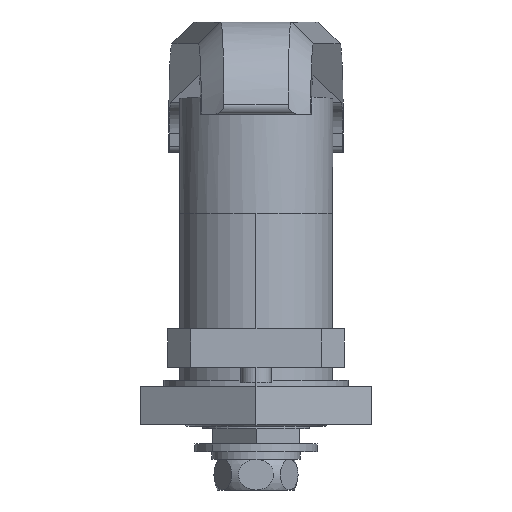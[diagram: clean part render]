
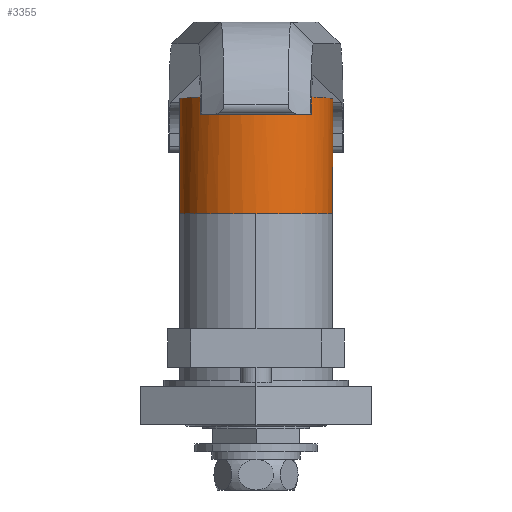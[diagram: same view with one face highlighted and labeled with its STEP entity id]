
A CAD part, front view. The second image highlights one B-rep face of the part: STEP entity #3355.
In plain terms, the highlighted cylindrical face has radius 10 mm (diameter 20 mm), a partial arc.
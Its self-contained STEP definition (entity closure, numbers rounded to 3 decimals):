
#213 = VECTOR ( 'NONE', #3818, 1000. ) ;
#214 = VECTOR ( 'NONE', #3828, 1000. ) ;
#572 = CARTESIAN_POINT ( 'NONE',  ( -10., 0., -10. ) ) ;
#573 = CARTESIAN_POINT ( 'NONE',  ( -10., -20., -9.318 ) ) ;
#574 = CARTESIAN_POINT ( 'NONE',  ( 10., -20., -9.318 ) ) ;
#575 = CARTESIAN_POINT ( 'NONE',  ( 10., 0., -10. ) ) ;
#1056 = EDGE_CURVE ( 'NONE', #5421, #5979, #2386, .T. ) ;
#1354 = CARTESIAN_POINT ( 'NONE',  ( 0., 0., 4.988 ) ) ;
#1355 = DIRECTION ( 'NONE',  ( 0., 0., 1. ) ) ;
#1356 = DIRECTION ( 'NONE',  ( 1., 0., 0. ) ) ;
#2386 =( BOUNDED_CURVE ( )  B_SPLINE_CURVE ( 3, ( #572, #573, #574, #575 ),
 .UNSPECIFIED., .F., .F. ) 
 B_SPLINE_CURVE_WITH_KNOTS ( ( 4, 4 ),
 ( 4.712, 7.854 ),
 .UNSPECIFIED. ) 
 CURVE ( )  GEOMETRIC_REPRESENTATION_ITEM ( )  RATIONAL_B_SPLINE_CURVE ( ( 1., 0.333, 0.333, 1. ) ) 
 REPRESENTATION_ITEM ( '' )  );
#2517 = CARTESIAN_POINT ( 'NONE',  ( 10., 0., -25. ) ) ;
#2518 = CARTESIAN_POINT ( 'NONE',  ( -10., 0., -25. ) ) ;
#2519 = CARTESIAN_POINT ( 'NONE',  ( -10., 0., -10. ) ) ;
#2680 = CARTESIAN_POINT ( 'NONE',  ( 10., 0., -10. ) ) ;
#3355 = ADVANCED_FACE ( 'NONE', ( #5085 ), #5092, .T. ) ;
#3421 = CARTESIAN_POINT ( 'NONE',  ( 0., 0., -25. ) ) ;
#3422 = DIRECTION ( 'NONE',  ( 0., 0., 1. ) ) ;
#3423 = DIRECTION ( 'NONE',  ( 1., 0., 0. ) ) ;
#3816 = LINE ( 'NONE', #3817, #213 ) ;
#3817 = CARTESIAN_POINT ( 'NONE',  ( -10., 0., 4.988 ) ) ;
#3818 = DIRECTION ( 'NONE',  ( 0., 0., 1. ) ) ;
#3826 = LINE ( 'NONE', #3827, #214 ) ;
#3827 = CARTESIAN_POINT ( 'NONE',  ( 10., 0., 4.988 ) ) ;
#3828 = DIRECTION ( 'NONE',  ( 0., 0., 1. ) ) ;
#4050 = CIRCLE ( 'NONE', #4084, 10. ) ;
#4084 = AXIS2_PLACEMENT_3D ( 'NONE', #3421, #3422, #3423 ) ;
#4570 = EDGE_CURVE ( 'NONE', #5420, #5419, #4050, .T. ) ;
#4686 = EDGE_CURVE ( 'NONE', #5420, #5421, #3816, .T. ) ;
#4689 = EDGE_CURVE ( 'NONE', #5419, #5979, #3826, .T. ) ;
#5085 = FACE_OUTER_BOUND ( 'NONE', #5151, .T. ) ;
#5091 = AXIS2_PLACEMENT_3D ( 'NONE', #1354, #1355, #1356 ) ;
#5092 = CYLINDRICAL_SURFACE ( 'NONE', #5091, 10. ) ;
#5151 = EDGE_LOOP ( 'NONE', ( #5936, #5937, #5935, #5939 ) ) ;
#5419 = VERTEX_POINT ( 'NONE', #2517 ) ;
#5420 = VERTEX_POINT ( 'NONE', #2518 ) ;
#5421 = VERTEX_POINT ( 'NONE', #2519 ) ;
#5935 = ORIENTED_EDGE ( 'NONE', *, *, #4689, .T. ) ;
#5936 = ORIENTED_EDGE ( 'NONE', *, *, #4686, .F. ) ;
#5937 = ORIENTED_EDGE ( 'NONE', *, *, #4570, .T. ) ;
#5939 = ORIENTED_EDGE ( 'NONE', *, *, #1056, .F. ) ;
#5979 = VERTEX_POINT ( 'NONE', #2680 ) ;
